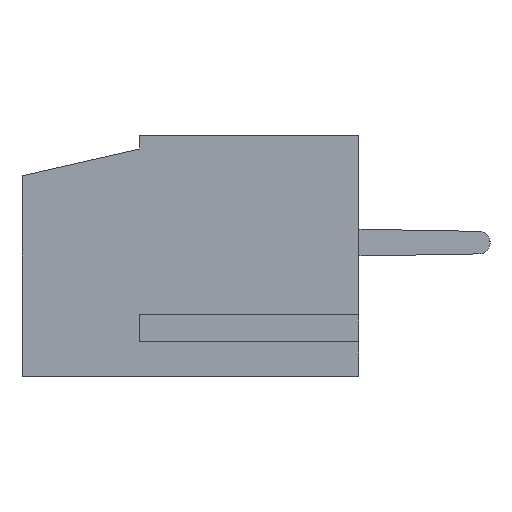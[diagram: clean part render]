
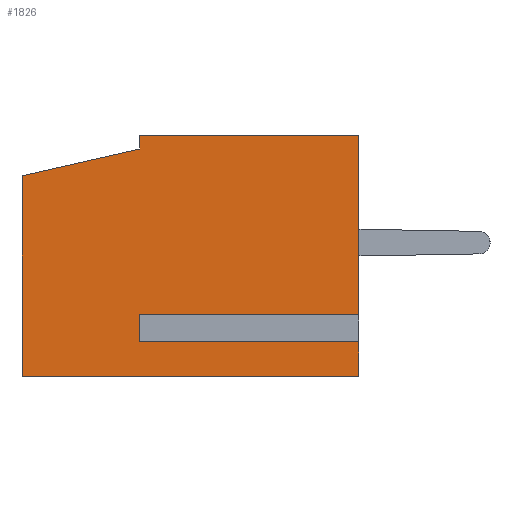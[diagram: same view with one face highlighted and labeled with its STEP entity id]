
A CAD part, left-side view. The second image highlights one B-rep face of the part: STEP entity #1826.
In plain terms, the highlighted planar face has unit normal (-1, 0, 0).
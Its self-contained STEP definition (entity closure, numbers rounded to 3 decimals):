
#46 = EDGE_CURVE ( 'NONE', #10930, #18492, #940, .T. ) ;
#420 = CARTESIAN_POINT ( 'NONE',  ( 0., 0., 9. ) ) ;
#940 = LINE ( 'NONE', #26027, #22448 ) ;
#1072 = LINE ( 'NONE', #26040, #26320 ) ;
#1279 = DIRECTION ( 'NONE',  ( 0., -1., 0. ) ) ;
#1695 = CARTESIAN_POINT ( 'NONE',  ( 0., 8.2, 8.5 ) ) ;
#1826 = ADVANCED_FACE ( 'NONE', ( #24013 ), #15821, .F. ) ;
#4053 = CARTESIAN_POINT ( 'NONE',  ( 0., 0., 2.082 ) ) ;
#4270 = VECTOR ( 'NONE', #24414, 1000. ) ;
#5233 = LINE ( 'NONE', #21765, #26355 ) ;
#5413 = EDGE_CURVE ( 'NONE', #25720, #24673, #20196, .T. ) ;
#5757 = CARTESIAN_POINT ( 'NONE',  ( 0., 8.2, 1.518 ) ) ;
#6309 = ORIENTED_EDGE ( 'NONE', *, *, #12225, .F. ) ;
#6675 = ORIENTED_EDGE ( 'NONE', *, *, #15153, .F. ) ;
#6738 = VERTEX_POINT ( 'NONE', #25676 ) ;
#6775 = ORIENTED_EDGE ( 'NONE', *, *, #5413, .T. ) ;
#6916 = CARTESIAN_POINT ( 'NONE',  ( 0., 12.6, 7.5 ) ) ;
#7389 = DIRECTION ( 'NONE',  ( 0., 0., -1. ) ) ;
#7478 = VECTOR ( 'NONE', #21105, 1000. ) ;
#7853 = ORIENTED_EDGE ( 'NONE', *, *, #46, .T. ) ;
#7909 = CARTESIAN_POINT ( 'NONE',  ( 0., 8.2, 1.518 ) ) ;
#8170 = DIRECTION ( 'NONE',  ( 0., 0., 1. ) ) ;
#8697 = EDGE_CURVE ( 'NONE', #21301, #24378, #15093, .T. ) ;
#9417 = EDGE_CURVE ( 'NONE', #14075, #18492, #26575, .T. ) ;
#10630 = CARTESIAN_POINT ( 'NONE',  ( 0., 0., 9. ) ) ;
#10634 = ORIENTED_EDGE ( 'NONE', *, *, #9417, .F. ) ;
#10666 = EDGE_CURVE ( 'NONE', #24673, #23211, #20434, .T. ) ;
#10930 = VERTEX_POINT ( 'NONE', #14199 ) ;
#10973 = VECTOR ( 'NONE', #18948, 1000. ) ;
#11519 = AXIS2_PLACEMENT_3D ( 'NONE', #19714, #17751, #7389 ) ;
#11601 = DIRECTION ( 'NONE',  ( 0., 0., 1. ) ) ;
#12029 = DIRECTION ( 'NONE',  ( 0., -1., 0. ) ) ;
#12225 = EDGE_CURVE ( 'NONE', #24378, #26607, #22742, .T. ) ;
#12235 = CARTESIAN_POINT ( 'NONE',  ( 0., 8.2, 2.082 ) ) ;
#12748 = VECTOR ( 'NONE', #12029, 1000. ) ;
#14075 = VERTEX_POINT ( 'NONE', #24726 ) ;
#14199 = CARTESIAN_POINT ( 'NONE',  ( 0., 0., 0. ) ) ;
#15093 = LINE ( 'NONE', #6916, #7478 ) ;
#15153 = EDGE_CURVE ( 'NONE', #26607, #23211, #22368, .T. ) ;
#15678 = VECTOR ( 'NONE', #8170, 1000. ) ;
#15821 = PLANE ( 'NONE',  #11519 ) ;
#16197 = DIRECTION ( 'NONE',  ( 0., -1., 0. ) ) ;
#16283 = LINE ( 'NONE', #5757, #25696 ) ;
#16577 = CARTESIAN_POINT ( 'NONE',  ( 0., 12.6, 7.5 ) ) ;
#17751 = DIRECTION ( 'NONE',  ( 1., 0., 0. ) ) ;
#18218 = EDGE_CURVE ( 'NONE', #6738, #10930, #5233, .T. ) ;
#18492 = VERTEX_POINT ( 'NONE', #20612 ) ;
#18687 = ORIENTED_EDGE ( 'NONE', *, *, #18218, .T. ) ;
#18795 = ORIENTED_EDGE ( 'NONE', *, *, #8697, .F. ) ;
#18948 = DIRECTION ( 'NONE',  ( 0., 0., 1. ) ) ;
#19326 = CARTESIAN_POINT ( 'NONE',  ( 0., 8.2, 2.082 ) ) ;
#19714 = CARTESIAN_POINT ( 'NONE',  ( 0., 12.6, 9. ) ) ;
#19975 = VECTOR ( 'NONE', #16197, 1000. ) ;
#20196 = LINE ( 'NONE', #19326, #4270 ) ;
#20238 = EDGE_CURVE ( 'NONE', #6738, #21301, #1072, .T. ) ;
#20434 = LINE ( 'NONE', #10630, #10973 ) ;
#20444 = ORIENTED_EDGE ( 'NONE', *, *, #25722, .T. ) ;
#20612 = CARTESIAN_POINT ( 'NONE',  ( 0., 0., 1.518 ) ) ;
#20762 = CARTESIAN_POINT ( 'NONE',  ( 0., 12.6, 9. ) ) ;
#21105 = DIRECTION ( 'NONE',  ( 0., -0.975, 0.222 ) ) ;
#21301 = VERTEX_POINT ( 'NONE', #16577 ) ;
#21367 = EDGE_LOOP ( 'NONE', ( #10634, #20444, #6775, #24599, #6675, #6309, #18795, #26413, #18687, #7853 ) ) ;
#21765 = CARTESIAN_POINT ( 'NONE',  ( 0., 12.6, 0. ) ) ;
#22368 = LINE ( 'NONE', #20762, #12748 ) ;
#22448 = VECTOR ( 'NONE', #11601, 1000. ) ;
#22742 = LINE ( 'NONE', #26826, #15678 ) ;
#23211 = VERTEX_POINT ( 'NONE', #420 ) ;
#23983 = DIRECTION ( 'NONE',  ( 0., 0., 1. ) ) ;
#24013 = FACE_OUTER_BOUND ( 'NONE', #21367, .T. ) ;
#24378 = VERTEX_POINT ( 'NONE', #1695 ) ;
#24414 = DIRECTION ( 'NONE',  ( 0., -1., 0. ) ) ;
#24599 = ORIENTED_EDGE ( 'NONE', *, *, #10666, .T. ) ;
#24634 = DIRECTION ( 'NONE',  ( 0., 0., 1. ) ) ;
#24673 = VERTEX_POINT ( 'NONE', #4053 ) ;
#24726 = CARTESIAN_POINT ( 'NONE',  ( 0., 8.2, 1.518 ) ) ;
#24884 = CARTESIAN_POINT ( 'NONE',  ( 0., 8.2, 9. ) ) ;
#25676 = CARTESIAN_POINT ( 'NONE',  ( 0., 12.6, 0. ) ) ;
#25696 = VECTOR ( 'NONE', #24634, 1000. ) ;
#25720 = VERTEX_POINT ( 'NONE', #12235 ) ;
#25722 = EDGE_CURVE ( 'NONE', #14075, #25720, #16283, .T. ) ;
#26027 = CARTESIAN_POINT ( 'NONE',  ( 0., 0., 9. ) ) ;
#26040 = CARTESIAN_POINT ( 'NONE',  ( 0., 12.6, 9. ) ) ;
#26320 = VECTOR ( 'NONE', #23983, 1000. ) ;
#26355 = VECTOR ( 'NONE', #1279, 1000. ) ;
#26413 = ORIENTED_EDGE ( 'NONE', *, *, #20238, .F. ) ;
#26575 = LINE ( 'NONE', #7909, #19975 ) ;
#26607 = VERTEX_POINT ( 'NONE', #24884 ) ;
#26826 = CARTESIAN_POINT ( 'NONE',  ( 0., 8.2, 8.5 ) ) ;
